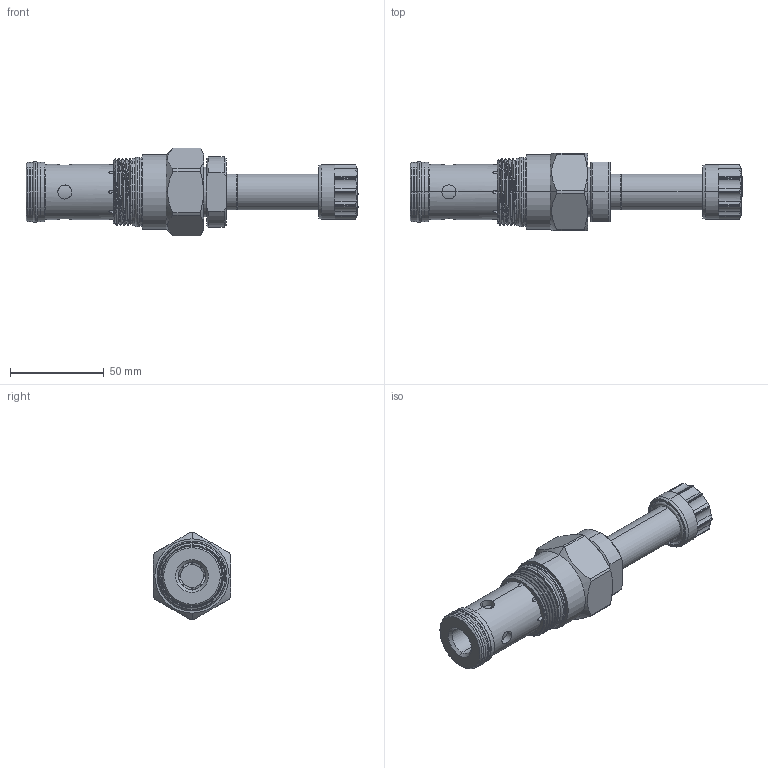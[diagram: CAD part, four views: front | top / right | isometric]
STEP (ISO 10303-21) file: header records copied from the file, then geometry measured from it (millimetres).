
FILE_DESCRIPTION (( 'STEP AP203' ), '1' );
FILE_NAME ('PEV16A2D-N.STEP', '2016-07-25T06:32:29', ( '' ), ( '' ), 'SwSTEP 2.0', 'SolidWorks 2012', '' );
FILE_SCHEMA (( 'CONFIG_CONTROL_DESIGN' ));
Length unit declared in the file: millimetre
Products named in the file (1): PEV16A2D-N
Bounding box: 177.13 x 41.2 x 46.8 mm (x, y, z)
Volume: 126234.2 mm3; surface area: 32353.7 mm2
Topology: 8 solids, 8 shells, 402 faces, 1016 edges, 654 vertices
Faces by surface type: cylinder 178, plane 132, cone 45, torus 30, bspline 17
Entity records: 17527 total; most frequent: CARTESIAN_POINT 8107, ORIENTED_EDGE 2032, DIRECTION 1870, EDGE_CURVE 1016, AXIS2_PLACEMENT_3D 717, VERTEX_POINT 654, EDGE_LOOP 438, LINE 436
